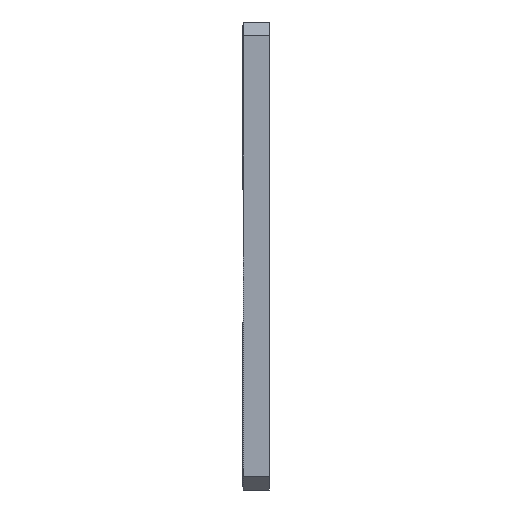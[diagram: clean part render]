
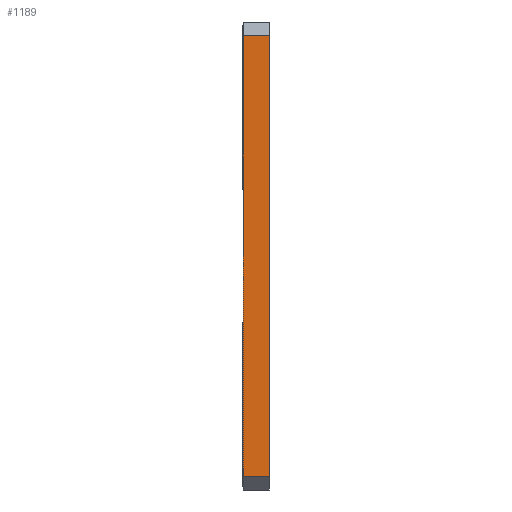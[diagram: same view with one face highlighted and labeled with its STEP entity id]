
A CAD part, left-side view. The second image highlights one B-rep face of the part: STEP entity #1189.
In plain terms, the highlighted planar face has unit normal (-1, 0, 0).
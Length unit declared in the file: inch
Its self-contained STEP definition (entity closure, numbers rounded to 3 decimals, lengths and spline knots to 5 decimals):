
#50=LINE('',#1773,#154);
#105=LINE('',#1915,#209);
#107=LINE('',#1919,#211);
#108=LINE('',#1920,#212);
#154=VECTOR('',#1432,4.25);
#209=VECTOR('',#1557,0.25);
#211=VECTOR('',#1561,4.25);
#212=VECTOR('',#1562,0.25);
#249=PLANE('',#1285);
#349=FACE_OUTER_BOUND('',#433,.T.);
#433=EDGE_LOOP('',(#999,#1000,#1001,#1002));
#588=VERTEX_POINT('',#1770);
#589=VERTEX_POINT('',#1772);
#641=VERTEX_POINT('',#1913);
#642=VERTEX_POINT('',#1918);
#714=EDGE_CURVE('',#588,#589,#50,.T.);
#785=EDGE_CURVE('',#641,#588,#105,.T.);
#787=EDGE_CURVE('',#642,#641,#107,.T.);
#788=EDGE_CURVE('',#589,#642,#108,.T.);
#999=ORIENTED_EDGE('',*,*,#785,.F.);
#1000=ORIENTED_EDGE('',*,*,#787,.F.);
#1001=ORIENTED_EDGE('',*,*,#788,.F.);
#1002=ORIENTED_EDGE('',*,*,#714,.F.);
#1189=ADVANCED_FACE('',(#349),#249,.T.);
#1285=AXIS2_PLACEMENT_3D('',#1917,#1559,#1560);
#1432=DIRECTION('',(0.,0.,-1.));
#1557=DIRECTION('',(0.,-1.,0.));
#1559=DIRECTION('center_axis',(-1.,0.,0.));
#1560=DIRECTION('ref_axis',(0.,0.,1.));
#1561=DIRECTION('',(0.,0.,1.));
#1562=DIRECTION('',(0.,1.,0.));
#1770=CARTESIAN_POINT('',(-2.5,0.,2.125));
#1772=CARTESIAN_POINT('',(-2.5,0.,-2.125));
#1773=CARTESIAN_POINT('',(-2.5,0.,2.25));
#1913=CARTESIAN_POINT('',(-2.5,0.25,2.125));
#1915=CARTESIAN_POINT('',(-2.5,0.,2.125));
#1917=CARTESIAN_POINT('Origin',(-2.5,0.,-2.25));
#1918=CARTESIAN_POINT('',(-2.5,0.25,-2.125));
#1919=CARTESIAN_POINT('',(-2.5,0.25,2.25));
#1920=CARTESIAN_POINT('',(-2.5,0.,-2.125));
